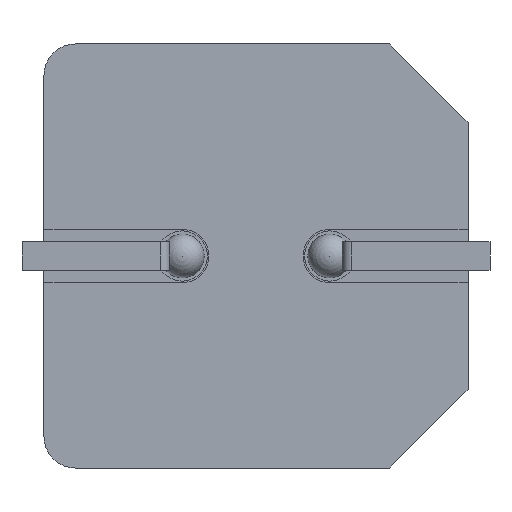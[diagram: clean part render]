
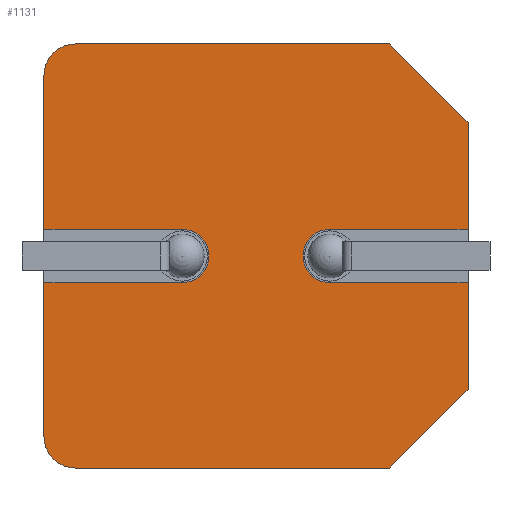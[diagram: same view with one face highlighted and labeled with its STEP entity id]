
A CAD part, front view. The second image highlights one B-rep face of the part: STEP entity #1131.
In plain terms, the highlighted planar face has unit normal (0, -1, 0).
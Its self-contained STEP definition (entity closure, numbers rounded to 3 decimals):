
#58=PLANE('',#1316);
#109=LINE('',#1829,#225);
#117=LINE('',#1845,#233);
#121=LINE('',#1854,#237);
#122=LINE('',#1858,#238);
#123=LINE('',#1859,#239);
#124=LINE('',#1861,#240);
#125=LINE('',#1864,#241);
#126=LINE('',#1866,#242);
#127=LINE('',#1868,#243);
#128=LINE('',#1872,#244);
#129=LINE('',#1874,#245);
#130=LINE('',#1877,#246);
#225=VECTOR('',#1487,1000.);
#233=VECTOR('',#1495,1000.);
#237=VECTOR('',#1501,1000.);
#238=VECTOR('',#1504,1000.);
#239=VECTOR('',#1505,1000.);
#240=VECTOR('',#1506,1000.);
#241=VECTOR('',#1509,1000.);
#242=VECTOR('',#1510,1000.);
#243=VECTOR('',#1511,1000.);
#244=VECTOR('',#1514,1000.);
#245=VECTOR('',#1515,1000.);
#246=VECTOR('',#1518,1000.);
#353=FACE_OUTER_BOUND('',#414,.T.);
#414=EDGE_LOOP('',(#861,#862,#863,#864,#865,#866,#867,#868,#869,#870,#871,
#872,#873,#874,#875,#876));
#483=CIRCLE('',#1317,1.);
#484=CIRCLE('',#1318,0.85);
#485=CIRCLE('',#1319,1.);
#486=CIRCLE('',#1320,0.85);
#537=VERTEX_POINT('',#1827);
#538=VERTEX_POINT('',#1828);
#545=VERTEX_POINT('',#1842);
#546=VERTEX_POINT('',#1844);
#549=VERTEX_POINT('',#1852);
#550=VERTEX_POINT('',#1853);
#551=VERTEX_POINT('',#1855);
#552=VERTEX_POINT('',#1857);
#553=VERTEX_POINT('',#1860);
#554=VERTEX_POINT('',#1862);
#555=VERTEX_POINT('',#1865);
#556=VERTEX_POINT('',#1867);
#557=VERTEX_POINT('',#1869);
#558=VERTEX_POINT('',#1871);
#559=VERTEX_POINT('',#1873);
#560=VERTEX_POINT('',#1875);
#658=EDGE_CURVE('',#537,#538,#109,.T.);
#666=EDGE_CURVE('',#545,#546,#117,.T.);
#670=EDGE_CURVE('',#549,#550,#121,.T.);
#671=EDGE_CURVE('',#549,#551,#483,.T.);
#672=EDGE_CURVE('',#552,#551,#122,.T.);
#673=EDGE_CURVE('',#552,#538,#123,.T.);
#674=EDGE_CURVE('',#537,#553,#124,.T.);
#675=EDGE_CURVE('',#553,#554,#484,.T.);
#676=EDGE_CURVE('',#554,#546,#125,.T.);
#677=EDGE_CURVE('',#545,#555,#126,.T.);
#678=EDGE_CURVE('',#556,#555,#127,.T.);
#679=EDGE_CURVE('',#556,#557,#485,.T.);
#680=EDGE_CURVE('',#558,#557,#128,.T.);
#681=EDGE_CURVE('',#559,#558,#129,.T.);
#682=EDGE_CURVE('',#560,#559,#486,.T.);
#683=EDGE_CURVE('',#550,#560,#130,.T.);
#861=ORIENTED_EDGE('',*,*,#670,.F.);
#862=ORIENTED_EDGE('',*,*,#671,.T.);
#863=ORIENTED_EDGE('',*,*,#672,.F.);
#864=ORIENTED_EDGE('',*,*,#673,.T.);
#865=ORIENTED_EDGE('',*,*,#658,.F.);
#866=ORIENTED_EDGE('',*,*,#674,.T.);
#867=ORIENTED_EDGE('',*,*,#675,.T.);
#868=ORIENTED_EDGE('',*,*,#676,.T.);
#869=ORIENTED_EDGE('',*,*,#666,.F.);
#870=ORIENTED_EDGE('',*,*,#677,.T.);
#871=ORIENTED_EDGE('',*,*,#678,.F.);
#872=ORIENTED_EDGE('',*,*,#679,.T.);
#873=ORIENTED_EDGE('',*,*,#680,.F.);
#874=ORIENTED_EDGE('',*,*,#681,.F.);
#875=ORIENTED_EDGE('',*,*,#682,.F.);
#876=ORIENTED_EDGE('',*,*,#683,.F.);
#1131=ADVANCED_FACE('',(#353),#58,.T.);
#1316=AXIS2_PLACEMENT_3D('',#1851,#1499,#1500);
#1317=AXIS2_PLACEMENT_3D('',#1856,#1502,#1503);
#1318=AXIS2_PLACEMENT_3D('',#1863,#1507,#1508);
#1319=AXIS2_PLACEMENT_3D('',#1870,#1512,#1513);
#1320=AXIS2_PLACEMENT_3D('',#1876,#1516,#1517);
#1487=DIRECTION('',(0.,0.,-1.));
#1495=DIRECTION('',(0.,0.,-1.));
#1499=DIRECTION('center_axis',(0.,-1.,0.));
#1500=DIRECTION('ref_axis',(0.,0.,-1.));
#1501=DIRECTION('',(0.,0.,1.));
#1502=DIRECTION('center_axis',(0.,-1.,0.));
#1503=DIRECTION('ref_axis',(0.,0.,-1.));
#1504=DIRECTION('',(-1.,0.,0.));
#1505=DIRECTION('',(0.707,0.,0.707));
#1506=DIRECTION('',(-1.,0.,0.));
#1507=DIRECTION('center_axis',(0.,1.,0.));
#1508=DIRECTION('ref_axis',(0.,0.,-1.));
#1509=DIRECTION('',(1.,0.,0.));
#1510=DIRECTION('',(-0.707,0.,0.707));
#1511=DIRECTION('',(1.,0.,0.));
#1512=DIRECTION('center_axis',(0.,-1.,0.));
#1513=DIRECTION('ref_axis',(0.,0.,-1.));
#1514=DIRECTION('',(0.,0.,1.));
#1515=DIRECTION('',(-1.,0.,0.));
#1516=DIRECTION('center_axis',(0.,-1.,0.));
#1517=DIRECTION('ref_axis',(0.,0.,-1.));
#1518=DIRECTION('',(1.,0.,0.));
#1827=CARTESIAN_POINT('',(6.75,0.,-0.85));
#1828=CARTESIAN_POINT('',(6.75,0.,-4.25));
#1829=CARTESIAN_POINT('',(6.75,0.,6.75));
#1842=CARTESIAN_POINT('',(6.75,0.,4.25));
#1844=CARTESIAN_POINT('',(6.75,0.,0.85));
#1845=CARTESIAN_POINT('',(6.75,0.,6.75));
#1851=CARTESIAN_POINT('Origin',(0.,0.,0.));
#1852=CARTESIAN_POINT('',(-6.75,0.,-5.75));
#1853=CARTESIAN_POINT('',(-6.75,0.,-0.85));
#1854=CARTESIAN_POINT('',(-6.75,0.,6.75));
#1855=CARTESIAN_POINT('',(-5.75,0.,-6.75));
#1856=CARTESIAN_POINT('Origin',(-5.75,0.,-5.75));
#1857=CARTESIAN_POINT('',(4.25,0.,-6.75));
#1858=CARTESIAN_POINT('',(-6.75,0.,-6.75));
#1859=CARTESIAN_POINT('',(5.5,0.,-5.5));
#1860=CARTESIAN_POINT('',(2.35,0.,-0.85));
#1861=CARTESIAN_POINT('',(6.75,0.,-0.85));
#1862=CARTESIAN_POINT('',(2.35,0.,0.85));
#1863=CARTESIAN_POINT('Origin',(2.35,0.,0.));
#1864=CARTESIAN_POINT('',(6.75,0.,0.85));
#1865=CARTESIAN_POINT('',(4.25,0.,6.75));
#1866=CARTESIAN_POINT('',(5.5,0.,5.5));
#1867=CARTESIAN_POINT('',(-5.75,0.,6.75));
#1868=CARTESIAN_POINT('',(-6.75,0.,6.75));
#1869=CARTESIAN_POINT('',(-6.75,0.,5.75));
#1870=CARTESIAN_POINT('Origin',(-5.75,0.,5.75));
#1871=CARTESIAN_POINT('',(-6.75,0.,0.85));
#1872=CARTESIAN_POINT('',(-6.75,0.,6.75));
#1873=CARTESIAN_POINT('',(-2.35,0.,0.85));
#1874=CARTESIAN_POINT('',(-6.75,0.,0.85));
#1875=CARTESIAN_POINT('',(-2.35,0.,-0.85));
#1876=CARTESIAN_POINT('Origin',(-2.35,0.,0.));
#1877=CARTESIAN_POINT('',(-6.75,0.,-0.85));
